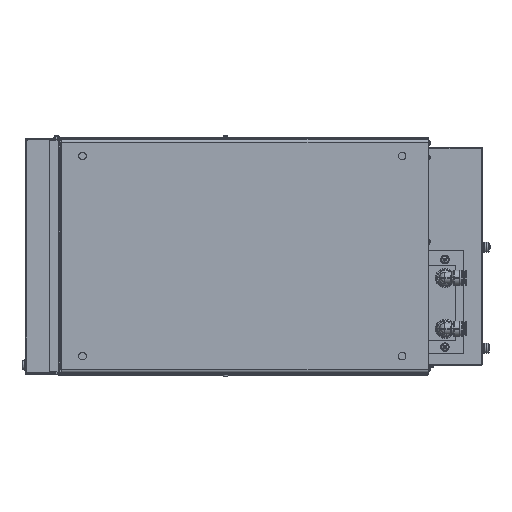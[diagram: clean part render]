
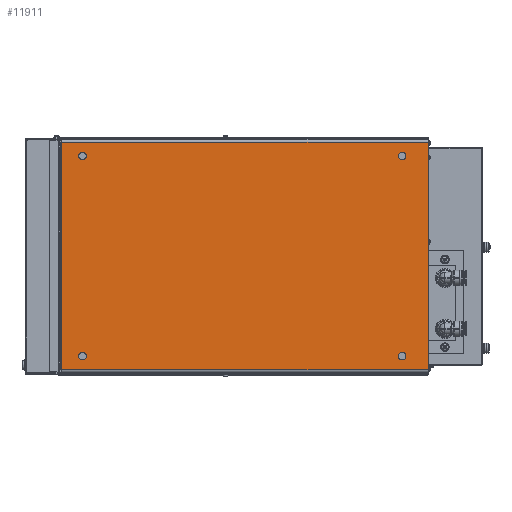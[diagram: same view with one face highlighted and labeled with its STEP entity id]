
A CAD part, front view. The second image highlights one B-rep face of the part: STEP entity #11911.
In plain terms, the highlighted planar face has unit normal (0, -1, 0).
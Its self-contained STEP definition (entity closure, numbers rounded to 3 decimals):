
#2029 = CIRCLE ( 'NONE', #40133, 4.5 ) ;
#5158 = EDGE_CURVE ( 'NONE', #166456, #64420, #88991, .T. ) ;
#7066 = AXIS2_PLACEMENT_3D ( 'NONE', #111762, #18873, #127465 ) ;
#8191 = ORIENTED_EDGE ( 'NONE', *, *, #60259, .F. ) ;
#11089 = CARTESIAN_POINT ( 'NONE',  ( -406.8, -60.5, 99. ) ) ;
#11484 = VERTEX_POINT ( 'NONE', #92653 ) ;
#11487 = CARTESIAN_POINT ( 'NONE',  ( -427.3, -60.5, -158.9 ) ) ;
#11588 = EDGE_LOOP ( 'NONE', ( #167724, #32271 ) ) ;
#11911 = ADVANCED_FACE ( 'NONE', ( #139373, #185569, #15490, #180644, #112623 ), #133992, .F. ) ;
#15092 = ORIENTED_EDGE ( 'NONE', *, *, #37435, .T. ) ;
#15490 = FACE_BOUND ( 'NONE', #42685, .T. ) ;
#18873 = DIRECTION ( 'NONE',  ( 0., -1., 0. ) ) ;
#20725 = CIRCLE ( 'NONE', #181868, 4.5 ) ;
#23527 = DIRECTION ( 'NONE',  ( 0., -1., 0. ) ) ;
#23736 = CARTESIAN_POINT ( 'NONE',  ( -22.3, -60.5, 99. ) ) ;
#25203 = ORIENTED_EDGE ( 'NONE', *, *, #76677, .F. ) ;
#27036 = DIRECTION ( 'NONE',  ( 0., 0., 1. ) ) ;
#28711 = EDGE_CURVE ( 'NONE', #166456, #112614, #134540, .T. ) ;
#29563 = DIRECTION ( 'NONE',  ( -1., 0., 0. ) ) ;
#32271 = ORIENTED_EDGE ( 'NONE', *, *, #157308, .F. ) ;
#36599 = CARTESIAN_POINT ( 'NONE',  ( -397.8, -60.5, -139. ) ) ;
#36631 = DIRECTION ( 'NONE',  ( 0., -1., 0. ) ) ;
#37435 = EDGE_CURVE ( 'NONE', #11484, #112614, #80509, .T. ) ;
#37495 = EDGE_LOOP ( 'NONE', ( #189818, #90554 ) ) ;
#39231 = DIRECTION ( 'NONE',  ( 1., 0., 0. ) ) ;
#40133 = AXIS2_PLACEMENT_3D ( 'NONE', #129717, #36631, #145341 ) ;
#42685 = EDGE_LOOP ( 'NONE', ( #25203, #131176 ) ) ;
#43302 = AXIS2_PLACEMENT_3D ( 'NONE', #45341, #154031, #60909 ) ;
#45341 = CARTESIAN_POINT ( 'NONE',  ( -22.3, -60.5, 99. ) ) ;
#45795 = CARTESIAN_POINT ( 'NONE',  ( -26.8, -60.5, -139. ) ) ;
#47470 = CARTESIAN_POINT ( 'NONE',  ( -17.8, -60.5, 99. ) ) ;
#47973 = VERTEX_POINT ( 'NONE', #83626 ) ;
#53660 = VERTEX_POINT ( 'NONE', #36599 ) ;
#60259 = EDGE_CURVE ( 'NONE', #151951, #53660, #2029, .T. ) ;
#60755 = DIRECTION ( 'NONE',  ( 0., -1., 0. ) ) ;
#60909 = DIRECTION ( 'NONE',  ( 1., 0., 0. ) ) ;
#64420 = VERTEX_POINT ( 'NONE', #103515 ) ;
#67980 = DIRECTION ( 'NONE',  ( 0., -1., 0. ) ) ;
#68547 = AXIS2_PLACEMENT_3D ( 'NONE', #161091, #67980, #176736 ) ;
#72096 = CARTESIAN_POINT ( 'NONE',  ( -209.3, -60.5, -20. ) ) ;
#75910 = CIRCLE ( 'NONE', #195690, 4.5 ) ;
#76677 = EDGE_CURVE ( 'NONE', #103968, #92793, #20725, .T. ) ;
#77075 = CIRCLE ( 'NONE', #197172, 4.5 ) ;
#77650 = ORIENTED_EDGE ( 'NONE', *, *, #28711, .F. ) ;
#80509 = LINE ( 'NONE', #168825, #199686 ) ;
#81092 = DIRECTION ( 'NONE',  ( 0., -1., 0. ) ) ;
#82730 = ORIENTED_EDGE ( 'NONE', *, *, #180160, .F. ) ;
#83626 = CARTESIAN_POINT ( 'NONE',  ( -397.8, -60.5, 99. ) ) ;
#87687 = DIRECTION ( 'NONE',  ( -1., 0., 0. ) ) ;
#88241 = VECTOR ( 'NONE', #27036, 1000. ) ;
#88991 = LINE ( 'NONE', #105448, #166859 ) ;
#90554 = ORIENTED_EDGE ( 'NONE', *, *, #147951, .F. ) ;
#91836 = CARTESIAN_POINT ( 'NONE',  ( -17.8, -60.5, -139. ) ) ;
#92653 = CARTESIAN_POINT ( 'NONE',  ( 8.7, -60.5, 115.4 ) ) ;
#92793 = VERTEX_POINT ( 'NONE', #45795 ) ;
#94694 = CARTESIAN_POINT ( 'NONE',  ( -427.3, -60.5, -155.4 ) ) ;
#95290 = ORIENTED_EDGE ( 'NONE', *, *, #5158, .T. ) ;
#102708 = CIRCLE ( 'NONE', #109361, 4.5 ) ;
#103515 = CARTESIAN_POINT ( 'NONE',  ( 8.7, -60.5, -155.4 ) ) ;
#103968 = VERTEX_POINT ( 'NONE', #91836 ) ;
#105448 = CARTESIAN_POINT ( 'NONE',  ( -427.3, -60.5, -155.4 ) ) ;
#108950 = EDGE_CURVE ( 'NONE', #169299, #169434, #77075, .T. ) ;
#109361 = AXIS2_PLACEMENT_3D ( 'NONE', #174268, #81092, #189880 ) ;
#111762 = CARTESIAN_POINT ( 'NONE',  ( -402.3, -60.5, -139. ) ) ;
#112614 = VERTEX_POINT ( 'NONE', #145515 ) ;
#112623 = FACE_OUTER_BOUND ( 'NONE', #133296, .T. ) ;
#114930 = CARTESIAN_POINT ( 'NONE',  ( -26.8, -60.5, 99. ) ) ;
#116433 = CARTESIAN_POINT ( 'NONE',  ( -402.3, -60.5, 99. ) ) ;
#116499 = CARTESIAN_POINT ( 'NONE',  ( 8.7, -60.5, -158.9 ) ) ;
#121144 = DIRECTION ( 'NONE',  ( 1., 0., 0. ) ) ;
#127465 = DIRECTION ( 'NONE',  ( 1., 0., 0. ) ) ;
#129717 = CARTESIAN_POINT ( 'NONE',  ( -402.3, -60.5, -139. ) ) ;
#130558 = CIRCLE ( 'NONE', #43302, 4.5 ) ;
#131176 = ORIENTED_EDGE ( 'NONE', *, *, #143125, .F. ) ;
#132136 = DIRECTION ( 'NONE',  ( 1., 0., 0. ) ) ;
#132208 = DIRECTION ( 'NONE',  ( 0., 0., -1. ) ) ;
#132351 = DIRECTION ( 'NONE',  ( 0., -1., 0. ) ) ;
#133296 = EDGE_LOOP ( 'NONE', ( #15092, #77650, #95290, #199178 ) ) ;
#133992 = PLANE ( 'NONE',  #192111 ) ;
#134540 = LINE ( 'NONE', #11487, #88241 ) ;
#138416 = VECTOR ( 'NONE', #132208, 1000. ) ;
#139373 = FACE_BOUND ( 'NONE', #11588, .T. ) ;
#143125 = EDGE_CURVE ( 'NONE', #92793, #103968, #102708, .T. ) ;
#143307 = LINE ( 'NONE', #116499, #138416 ) ;
#145341 = DIRECTION ( 'NONE',  ( 1., 0., 0. ) ) ;
#145515 = CARTESIAN_POINT ( 'NONE',  ( -427.3, -60.5, 115.4 ) ) ;
#147951 = EDGE_CURVE ( 'NONE', #169434, #169299, #130558, .T. ) ;
#149120 = EDGE_CURVE ( 'NONE', #47973, #162819, #75910, .T. ) ;
#151951 = VERTEX_POINT ( 'NONE', #183426 ) ;
#153867 = CARTESIAN_POINT ( 'NONE',  ( -22.3, -60.5, -139. ) ) ;
#154031 = DIRECTION ( 'NONE',  ( 0., -1., 0. ) ) ;
#157308 = EDGE_CURVE ( 'NONE', #162819, #47973, #188196, .T. ) ;
#161091 = CARTESIAN_POINT ( 'NONE',  ( -402.3, -60.5, 99. ) ) ;
#162819 = VERTEX_POINT ( 'NONE', #11089 ) ;
#166456 = VERTEX_POINT ( 'NONE', #94694 ) ;
#166859 = VECTOR ( 'NONE', #121144, 1000. ) ;
#167724 = ORIENTED_EDGE ( 'NONE', *, *, #149120, .F. ) ;
#168825 = CARTESIAN_POINT ( 'NONE',  ( 8.7, -60.5, 115.4 ) ) ;
#169299 = VERTEX_POINT ( 'NONE', #47470 ) ;
#169434 = VERTEX_POINT ( 'NONE', #114930 ) ;
#169526 = DIRECTION ( 'NONE',  ( 1., 0., 0. ) ) ;
#170166 = EDGE_LOOP ( 'NONE', ( #82730, #8191 ) ) ;
#174268 = CARTESIAN_POINT ( 'NONE',  ( -22.3, -60.5, -139. ) ) ;
#176736 = DIRECTION ( 'NONE',  ( 1., 0., 0. ) ) ;
#180160 = EDGE_CURVE ( 'NONE', #53660, #151951, #200991, .T. ) ;
#180644 = FACE_BOUND ( 'NONE', #37495, .T. ) ;
#180866 = DIRECTION ( 'NONE',  ( 0., 1., 0. ) ) ;
#181868 = AXIS2_PLACEMENT_3D ( 'NONE', #153867, #60755, #169526 ) ;
#183426 = CARTESIAN_POINT ( 'NONE',  ( -406.8, -60.5, -139. ) ) ;
#185569 = FACE_BOUND ( 'NONE', #170166, .T. ) ;
#188196 = CIRCLE ( 'NONE', #68547, 4.5 ) ;
#189818 = ORIENTED_EDGE ( 'NONE', *, *, #108950, .F. ) ;
#189880 = DIRECTION ( 'NONE',  ( 1., 0., 0. ) ) ;
#192111 = AXIS2_PLACEMENT_3D ( 'NONE', #72096, #180866, #87687 ) ;
#195690 = AXIS2_PLACEMENT_3D ( 'NONE', #116433, #23527, #132136 ) ;
#195870 = EDGE_CURVE ( 'NONE', #11484, #64420, #143307, .T. ) ;
#197172 = AXIS2_PLACEMENT_3D ( 'NONE', #23736, #132351, #39231 ) ;
#199178 = ORIENTED_EDGE ( 'NONE', *, *, #195870, .F. ) ;
#199686 = VECTOR ( 'NONE', #29563, 1000. ) ;
#200991 = CIRCLE ( 'NONE', #7066, 4.5 ) ;
